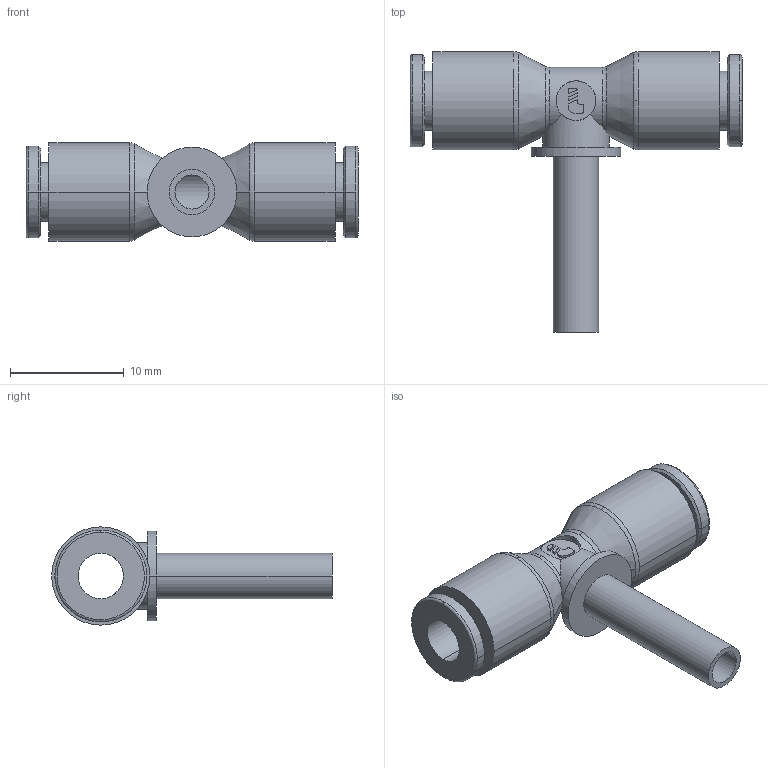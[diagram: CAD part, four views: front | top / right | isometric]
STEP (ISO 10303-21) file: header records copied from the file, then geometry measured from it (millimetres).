
FILE_DESCRIPTION(('STEP AP214'),'1');
FILE_NAME('6388_04_00WP2.stp','2016-07-07T14:17:46',('TraceParts'),('TraceParts S.A.'),'Spatial InterOp 3D',' ',' ');
FILE_SCHEMA(('automotive_design'));
Length unit declared in the file: millimetre
Products named in the file (1): 1
Bounding box: 29.24 x 24.73 x 8.65 mm (x, y, z)
Volume: 1167.8 mm3; surface area: 1750.3 mm2
Topology: 1 solids, 1 shells, 80 faces, 205 edges, 136 vertices
Faces by surface type: cylinder 32, plane 26, torus 14, cone 8
Entity records: 2683 total; most frequent: CARTESIAN_POINT 627, DIRECTION 464, ORIENTED_EDGE 410, EDGE_CURVE 205, AXIS2_PLACEMENT_3D 193, VERTEX_POINT 136, CIRCLE 108, EDGE_LOOP 93
